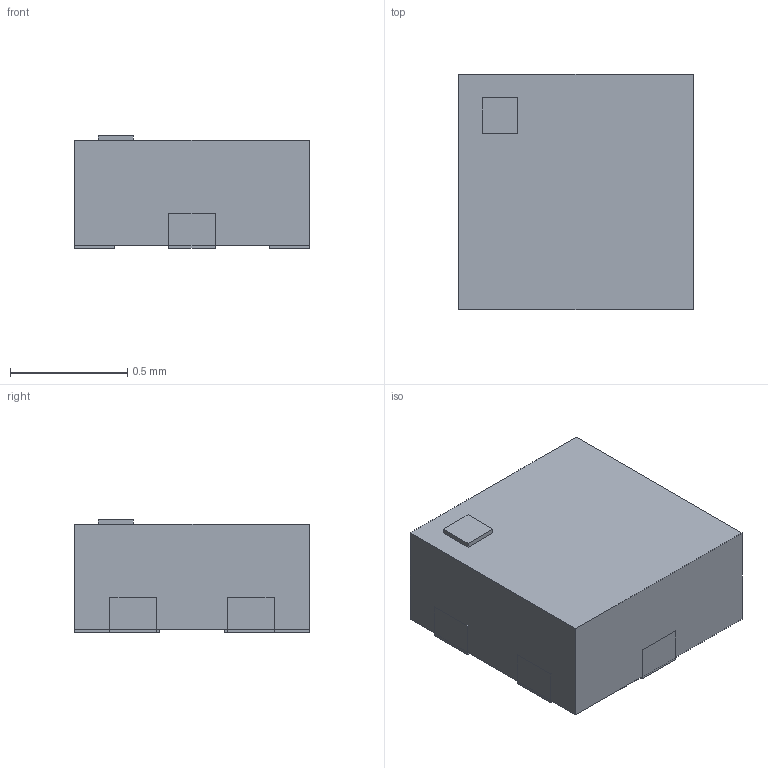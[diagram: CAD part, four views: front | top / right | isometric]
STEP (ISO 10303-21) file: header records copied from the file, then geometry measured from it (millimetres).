
FILE_DESCRIPTION(('FreeCAD Model'),'2;1');
FILE_NAME('Open CASCADE Shape Model','2024-06-24T18:06:02',('Author'),( ''),'Open CASCADE STEP processor 7.5','FreeCAD','Unknown');
FILE_SCHEMA(('AUTOMOTIVE_DESIGN { 1 0 10303 214 1 1 1 1 }'));
Length unit declared in the file: millimetre
Products named in the file (9): Assembly; Body; Pin1; Pin2; Pin3; Pin4; Pin5; Pin6; Mark
Assembly tree (8 placements, depth 2):
  Assembly
    Body
    Pin1
    Pin2
    Pin3
    Pin4
    Pin5
    Pin6
    Mark
Bounding box: 1 x 1 x 0.48 mm (x, y, z)
Volume: 0.5 mm3; surface area: 5.2 mm2
Topology: 8 solids, 8 shells, 52 faces, 108 edges, 72 vertices
Faces by surface type: plane 52
Entity records: 2980 total; most frequent: CARTESIAN_POINT 457, DIRECTION 446, LINE 324, VECTOR 324, ORIENTED_EDGE 216, PCURVE 216, DEFINITIONAL_REPRESENTATION 216, EDGE_CURVE 108
